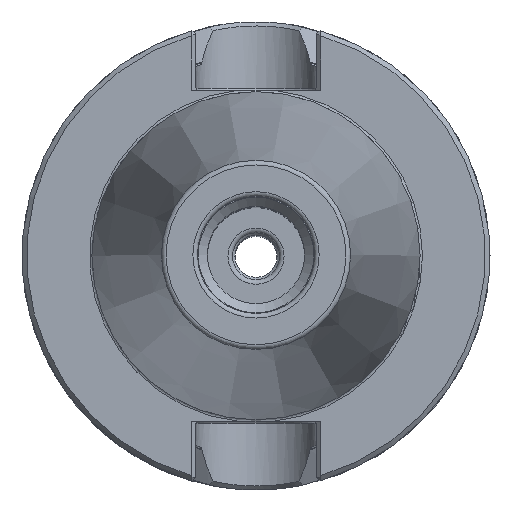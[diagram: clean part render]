
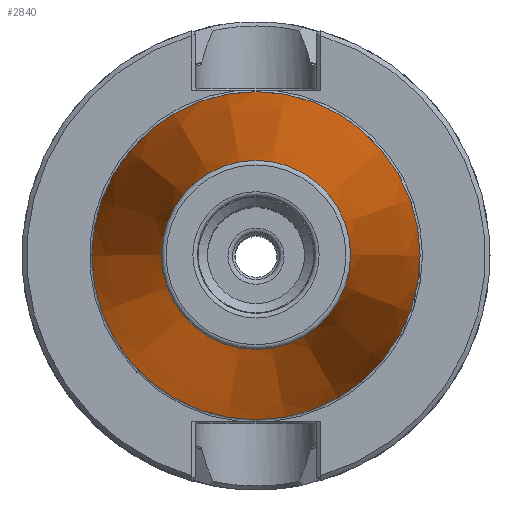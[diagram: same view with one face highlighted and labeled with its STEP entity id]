
A CAD part, top view. The second image highlights one B-rep face of the part: STEP entity #2840.
In plain terms, the highlighted conical face has half-angle 8.297 degrees and reference radius 20.204 mm.
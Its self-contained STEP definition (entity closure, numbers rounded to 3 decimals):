
#265=CONICAL_SURFACE('',#3018,20.204,0.145);
#344=ORIENTED_EDGE('',*,*,#788,.T.);
#345=ORIENTED_EDGE('',*,*,#787,.F.);
#787=EDGE_CURVE('',#1020,#1020,#1201,.T.);
#788=EDGE_CURVE('',#1021,#1021,#1202,.T.);
#1020=VERTEX_POINT('',#3916);
#1021=VERTEX_POINT('',#3919);
#1201=CIRCLE('',#3017,20.204);
#1202=CIRCLE('',#3019,35.065);
#1347=EDGE_LOOP('',(#344));
#1348=EDGE_LOOP('',(#345));
#1581=FACE_BOUND('',#1347,.T.);
#1582=FACE_BOUND('',#1348,.T.);
#2840=ADVANCED_FACE('',(#1581,#1582),#265,.T.);
#3017=AXIS2_PLACEMENT_3D('',#3915,#3339,#3340);
#3018=AXIS2_PLACEMENT_3D('',#3917,#3341,#3342);
#3019=AXIS2_PLACEMENT_3D('',#3918,#3343,#3344);
#3339=DIRECTION('',(0.,0.,1.));
#3340=DIRECTION('',(1.,0.,0.));
#3341=DIRECTION('',(0.,0.,-1.));
#3342=DIRECTION('',(-1.,0.,0.));
#3343=DIRECTION('',(0.,0.,1.));
#3344=DIRECTION('',(1.,0.,0.));
#3915=CARTESIAN_POINT('',(0.,0.,100.944));
#3916=CARTESIAN_POINT('',(20.204,0.,100.944));
#3917=CARTESIAN_POINT('',(0.,0.,100.944));
#3918=CARTESIAN_POINT('',(0.,0.,-0.963));
#3919=CARTESIAN_POINT('',(35.065,0.,-0.963));
